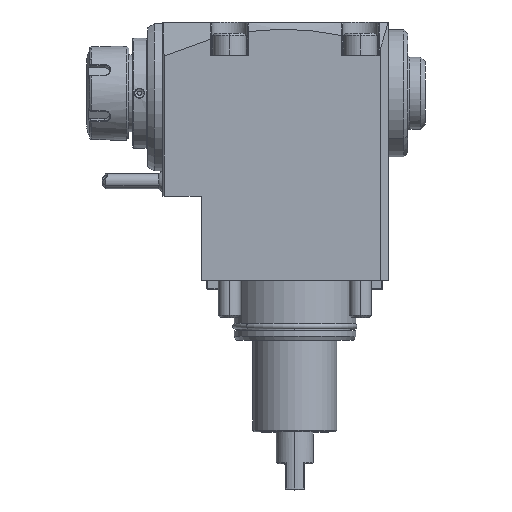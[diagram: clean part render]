
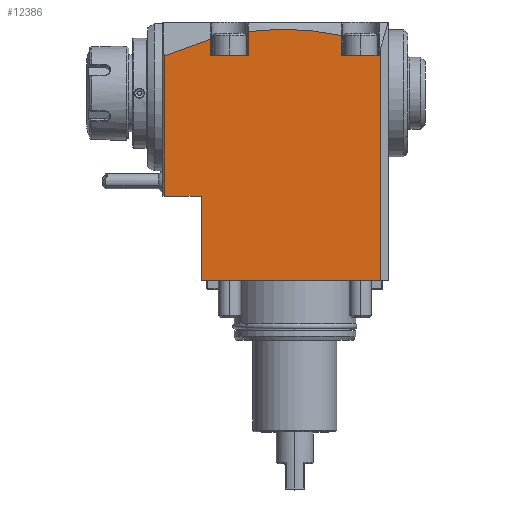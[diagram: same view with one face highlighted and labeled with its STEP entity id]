
A CAD part, top view. The second image highlights one B-rep face of the part: STEP entity #12386.
In plain terms, the highlighted planar face has unit normal (0, 0, 1).
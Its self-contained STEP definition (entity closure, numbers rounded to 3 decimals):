
#2742=CARTESIAN_POINT('',(1.,119.859,47.));
#2747=DIRECTION('',(0.,-1.,0.));
#2748=VECTOR('',#2747,74.859);
#2749=CARTESIAN_POINT('',(1.,119.859,47.));
#2750=LINE('',#2749,#2748);
#2861=DIRECTION('',(-1.,0.,0.));
#2862=VECTOR('',#2861,96.);
#2863=CARTESIAN_POINT('',(116.7,0.,47.));
#2864=LINE('',#2863,#2862);
#3029=DIRECTION('',(0.,-1.,0.));
#3030=VECTOR('',#3029,124.598);
#3031=CARTESIAN_POINT('',(116.7,124.598,47.));
#3032=LINE('',#3031,#3030);
#3033=DIRECTION('',(0.,1.,0.));
#3034=VECTOR('',#3033,45.);
#3035=CARTESIAN_POINT('',(20.7,0.,47.));
#3036=LINE('',#3035,#3034);
#3037=DIRECTION('',(1.,0.,0.));
#3038=VECTOR('',#3037,19.7);
#3039=CARTESIAN_POINT('',(1.,45.,47.));
#3040=LINE('',#3039,#3038);
#3041=CARTESIAN_POINT('',(25.665,128.792,47.));
#3042=CARTESIAN_POINT('',(17.207,126.47,47.));
#3043=CARTESIAN_POINT('',(8.997,123.459,47.));
#3044=CARTESIAN_POINT('',(1.,119.859,47.));
#3046=DIRECTION('',(-0.268,0.963,0.));
#3047=VECTOR('',#3046,0.132);
#3048=CARTESIAN_POINT('',(25.7,128.664,47.));
#3049=LINE('',#3048,#3047);
#3050=DIRECTION('',(0.,1.,0.));
#3051=VECTOR('',#3050,8.664);
#3052=CARTESIAN_POINT('',(25.7,120.,47.));
#3053=LINE('',#3052,#3051);
#3054=DIRECTION('',(0.001,-1.,0.));
#3055=VECTOR('',#3054,12.874);
#3056=CARTESIAN_POINT('',(45.691,132.874,47.));
#3057=LINE('',#3056,#3055);
#3058=CARTESIAN_POINT('',(45.7,132.875,47.));
#3059=CARTESIAN_POINT('',(46.8,133.021,47.));
#3060=CARTESIAN_POINT('',(49.004,133.29,47.));
#3061=CARTESIAN_POINT('',(52.326,133.616,47.));
#3062=CARTESIAN_POINT('',(55.649,133.865,47.));
#3063=CARTESIAN_POINT('',(58.974,134.036,47.));
#3064=CARTESIAN_POINT('',(62.302,134.13,47.));
#3065=CARTESIAN_POINT('',(65.633,134.146,47.));
#3066=CARTESIAN_POINT('',(68.966,134.084,47.));
#3067=CARTESIAN_POINT('',(72.297,133.944,47.));
#3068=CARTESIAN_POINT('',(75.631,133.726,47.));
#3069=CARTESIAN_POINT('',(78.966,133.429,47.));
#3070=CARTESIAN_POINT('',(82.303,133.054,47.));
#3071=CARTESIAN_POINT('',(85.643,132.6,47.));
#3072=CARTESIAN_POINT('',(88.989,132.067,47.));
#3073=CARTESIAN_POINT('',(92.341,131.454,47.));
#3074=CARTESIAN_POINT('',(94.58,130.991,47.));
#3075=CARTESIAN_POINT('',(95.7,130.747,47.));
#3077=DIRECTION('',(0.,1.,0.));
#3078=VECTOR('',#3077,10.747);
#3079=CARTESIAN_POINT('',(95.7,120.,47.));
#3080=LINE('',#3079,#3078);
#3081=DIRECTION('',(0.,-1.,0.));
#3082=VECTOR('',#3081,4.782);
#3083=CARTESIAN_POINT('',(115.7,124.782,47.));
#3084=LINE('',#3083,#3082);
#3085=DIRECTION('',(-0.273,-0.962,0.));
#3086=VECTOR('',#3085,0.17);
#3087=CARTESIAN_POINT('',(115.746,124.945,47.));
#3088=LINE('',#3087,#3086);
#3089=CARTESIAN_POINT('',(115.746,124.945,47.));
#3090=CARTESIAN_POINT('',(116.065,124.83,47.));
#3091=CARTESIAN_POINT('',(116.382,124.715,47.));
#3092=CARTESIAN_POINT('',(116.7,124.598,47.));
#3103=CARTESIAN_POINT('',(116.7,124.598,47.));
#3638=DIRECTION('',(-1.,0.,0.));
#3639=VECTOR('',#3638,20.);
#3640=CARTESIAN_POINT('',(45.7,120.,47.));
#3641=LINE('',#3640,#3639);
#4202=DIRECTION('',(-1.,0.,0.));
#4203=VECTOR('',#4202,20.);
#4204=CARTESIAN_POINT('',(115.7,120.,47.));
#4205=LINE('',#4204,#4203);
#8385=VERTEX_POINT('',#2742);
#8399=VERTEX_POINT('',#3103);
#8414=CARTESIAN_POINT('',(25.7,128.664,47.));
#8415=CARTESIAN_POINT('',(25.665,128.792,47.));
#8416=VERTEX_POINT('',#8414);
#8417=VERTEX_POINT('',#8415);
#8424=CARTESIAN_POINT('',(115.746,124.945,47.));
#8425=VERTEX_POINT('',#8424);
#8428=CARTESIAN_POINT('',(45.691,132.874,47.));
#8429=CARTESIAN_POINT('',(45.7,120.,47.));
#8430=VERTEX_POINT('',#8428);
#8431=VERTEX_POINT('',#8429);
#8456=VERTEX_POINT('',#3075);
#8457=CARTESIAN_POINT('',(115.7,120.,47.));
#8459=VERTEX_POINT('',#8457);
#8468=CARTESIAN_POINT('',(95.7,120.,47.));
#8470=VERTEX_POINT('',#8468);
#8473=CARTESIAN_POINT('',(115.7,124.782,47.));
#8474=VERTEX_POINT('',#8473);
#8477=CARTESIAN_POINT('',(25.7,120.,47.));
#8478=VERTEX_POINT('',#8477);
#9304=CARTESIAN_POINT('',(116.7,0.,47.));
#9305=VERTEX_POINT('',#9304);
#9315=CARTESIAN_POINT('',(20.7,0.,47.));
#9317=VERTEX_POINT('',#9315);
#9318=CARTESIAN_POINT('',(20.7,45.,47.));
#9319=VERTEX_POINT('',#9318);
#9320=CARTESIAN_POINT('',(1.,45.,47.));
#9321=VERTEX_POINT('',#9320);
#12351=CARTESIAN_POINT('',(0.,138.,47.));
#12352=DIRECTION('',(0.,0.,1.));
#12353=DIRECTION('',(0.,-1.,0.));
#12354=AXIS2_PLACEMENT_3D('',#12351,#12352,#12353);
#12355=PLANE('',#12354);
#12357=ORIENTED_EDGE('',*,*,#12356,.T.);
#12358=ORIENTED_EDGE('',*,*,#12057,.T.);
#12359=ORIENTED_EDGE('',*,*,#12344,.T.);
#12360=ORIENTED_EDGE('',*,*,#11974,.F.);
#12361=ORIENTED_EDGE('',*,*,#11960,.F.);
#12363=ORIENTED_EDGE('',*,*,#12362,.F.);
#12365=ORIENTED_EDGE('',*,*,#12364,.F.);
#12367=ORIENTED_EDGE('',*,*,#12366,.F.);
#12369=ORIENTED_EDGE('',*,*,#12368,.F.);
#12371=ORIENTED_EDGE('',*,*,#12370,.F.);
#12373=ORIENTED_EDGE('',*,*,#12372,.T.);
#12375=ORIENTED_EDGE('',*,*,#12374,.F.);
#12377=ORIENTED_EDGE('',*,*,#12376,.F.);
#12379=ORIENTED_EDGE('',*,*,#12378,.F.);
#12381=ORIENTED_EDGE('',*,*,#12380,.F.);
#12383=ORIENTED_EDGE('',*,*,#12382,.T.);
#12384=EDGE_LOOP('',(#12357,#12358,#12359,#12360,#12361,#12363,#12365,#12367,
#12369,#12371,#12373,#12375,#12377,#12379,#12381,#12383));
#12385=FACE_OUTER_BOUND('',#12384,.F.);
#3045=B_SPLINE_CURVE_WITH_KNOTS('',3,(#3041,#3042,#3043,#3044),.UNSPECIFIED.,
.F.,.F.,(4,4),(0.,1.),.UNSPECIFIED.);
#3076=B_SPLINE_CURVE_WITH_KNOTS('',3,(#3058,#3059,#3060,#3061,#3062,#3063,#3064,
#3065,#3066,#3067,#3068,#3069,#3070,#3071,#3072,#3073,#3074,#3075),
.UNSPECIFIED.,.F.,.F.,(4,1,1,1,1,1,1,1,1,1,1,1,1,1,1,4),(0.,0.067,
0.133,0.2,0.267,0.333,0.4,
0.467,0.533,0.6,0.667,0.733,
0.8,0.867,0.933,1.),.UNSPECIFIED.);
#3093=B_SPLINE_CURVE_WITH_KNOTS('',3,(#3089,#3090,#3091,#3092),.UNSPECIFIED.,
.F.,.F.,(4,4),(0.,1.),.UNSPECIFIED.);
#11960=EDGE_CURVE('',#8385,#9321,#2750,.T.);
#11974=EDGE_CURVE('',#9321,#9319,#3040,.T.);
#12057=EDGE_CURVE('',#9305,#9317,#2864,.T.);
#12344=EDGE_CURVE('',#9317,#9319,#3036,.T.);
#12356=EDGE_CURVE('',#8399,#9305,#3032,.T.);
#12362=EDGE_CURVE('',#8417,#8385,#3045,.T.);
#12364=EDGE_CURVE('',#8416,#8417,#3049,.T.);
#12366=EDGE_CURVE('',#8478,#8416,#3053,.T.);
#12368=EDGE_CURVE('',#8431,#8478,#3641,.T.);
#12370=EDGE_CURVE('',#8430,#8431,#3057,.T.);
#12372=EDGE_CURVE('',#8430,#8456,#3076,.T.);
#12374=EDGE_CURVE('',#8470,#8456,#3080,.T.);
#12376=EDGE_CURVE('',#8459,#8470,#4205,.T.);
#12378=EDGE_CURVE('',#8474,#8459,#3084,.T.);
#12380=EDGE_CURVE('',#8425,#8474,#3088,.T.);
#12382=EDGE_CURVE('',#8425,#8399,#3093,.T.);
#12386=ADVANCED_FACE('',(#12385),#12355,.T.);
